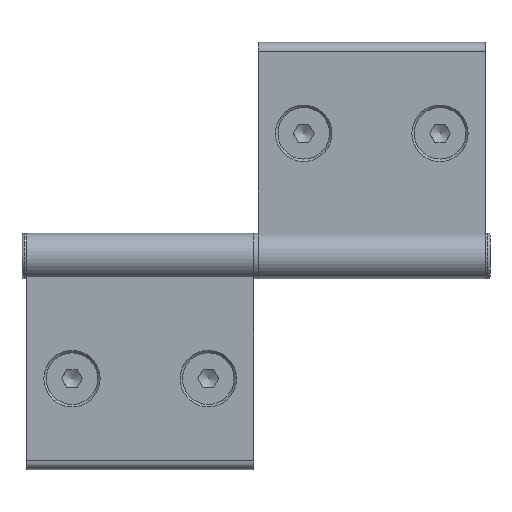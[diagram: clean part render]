
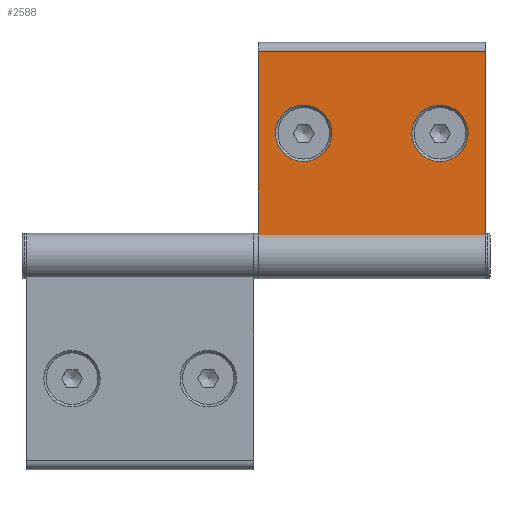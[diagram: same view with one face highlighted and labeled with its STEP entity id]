
A CAD part, top view. The second image highlights one B-rep face of the part: STEP entity #2588.
In plain terms, the highlighted face is planar.
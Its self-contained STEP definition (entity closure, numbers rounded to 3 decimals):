
#2588=ADVANCED_FACE('',(#2844,#2845,#2846),#2847,.T.);
#2844=FACE_BOUND('',#3133,.T.);
#2845=FACE_BOUND('',#3134,.T.);
#2846=FACE_OUTER_BOUND('',#3135,.T.);
#2847=PLANE('',#3136);
#3133=EDGE_LOOP('',(#3988));
#3134=EDGE_LOOP('',(#3989));
#3135=EDGE_LOOP('',(#3990,#3991,#3992,#3993));
#3136=AXIS2_PLACEMENT_3D('',#3994,#3995,#3996);
#3988=ORIENTED_EDGE('',*,*,#4360,.T.);
#3989=ORIENTED_EDGE('',*,*,#4361,.T.);
#3990=ORIENTED_EDGE('',*,*,#4362,.F.);
#3991=ORIENTED_EDGE('',*,*,#4356,.T.);
#3992=ORIENTED_EDGE('',*,*,#4363,.T.);
#3993=ORIENTED_EDGE('',*,*,#4364,.T.);
#3994=CARTESIAN_POINT('',(-1.209,4.0,-25.0));
#3995=DIRECTION('',(0.,1.0,0.0));
#3996=DIRECTION('',(-1.0,0.,0.0));
#4356=EDGE_CURVE('',#4815,#4812,#4816,.F.);
#4360=EDGE_CURVE('',#4822,#4822,#4823,.T.);
#4361=EDGE_CURVE('',#4824,#4824,#4825,.T.);
#4362=EDGE_CURVE('',#4815,#4826,#4827,.T.);
#4363=EDGE_CURVE('',#4812,#4828,#4829,.T.);
#4364=EDGE_CURVE('',#4828,#4826,#4830,.T.);
#4812=VERTEX_POINT('',#5569);
#4815=VERTEX_POINT('',#5572);
#4816=LINE('',#5573,#5574);
#4822=VERTEX_POINT('',#5581);
#4823=CIRCLE('',#5582,6.2);
#4824=VERTEX_POINT('',#5583);
#4825=CIRCLE('',#5584,6.2);
#4826=VERTEX_POINT('',#5585);
#4827=LINE('',#5586,#5587);
#4828=VERTEX_POINT('',#5588);
#4829=LINE('',#5589,#5590);
#4830=LINE('',#5591,#5592);
#5569=CARTESIAN_POINT('',(18.0,4.0,-25.0));
#5572=CARTESIAN_POINT('',(18.0,4.0,25.0));
#5573=CARTESIAN_POINT('',(18.0,4.0,-25.0));
#5574=VECTOR('',#6051,1.0);
#5581=CARTESIAN_POINT('',(6.2,4.0,-15.0));
#5582=AXIS2_PLACEMENT_3D('',#6059,#6060,#6061);
#5583=CARTESIAN_POINT('',(6.2,4.0,15.0));
#5584=AXIS2_PLACEMENT_3D('',#6062,#6063,#6064);
#5585=CARTESIAN_POINT('',(-22.417,4.0,25.0));
#5586=CARTESIAN_POINT('',(-1.209,4.0,25.0));
#5587=VECTOR('',#6065,1.0);
#5588=CARTESIAN_POINT('',(-22.417,4.0,-25.0));
#5589=CARTESIAN_POINT('',(-1.209,4.0,-25.0));
#5590=VECTOR('',#6066,1.0);
#5591=CARTESIAN_POINT('',(-22.417,4.0,-25.0));
#5592=VECTOR('',#6067,1.0);
#6051=DIRECTION('',(0.0,0.0,1.0));
#6059=CARTESIAN_POINT('',(0.0,4.0,-15.0));
#6060=DIRECTION('',(0.0,-1.0,0.0));
#6061=DIRECTION('',(1.0,0.0,0.0));
#6062=CARTESIAN_POINT('',(0.0,4.0,15.0));
#6063=DIRECTION('',(0.0,-1.0,0.0));
#6064=DIRECTION('',(1.0,0.0,0.0));
#6065=DIRECTION('',(-1.0,0.,0.0));
#6066=DIRECTION('',(-1.0,0.,0.0));
#6067=DIRECTION('',(0.0,0.0,1.0));
